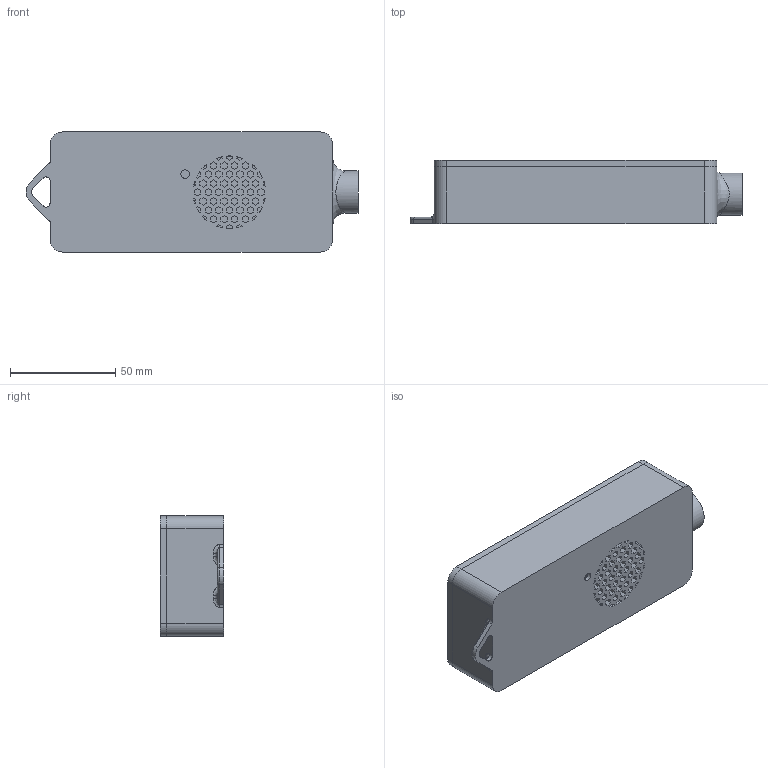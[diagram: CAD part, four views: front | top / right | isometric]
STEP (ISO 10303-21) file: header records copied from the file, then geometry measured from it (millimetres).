
FILE_DESCRIPTION(/* description */ (''),/* implementation_level */ '2;1');
FILE_NAME(/* name */ 'Ultrasonic Case.step',/* time_stamp */ '2024-02-26T15:36:07-06:00',/* author */ (''),/* organization */ (''),/* preprocessor_version */ 'ST-DEVELOPER v20',/* originating_system */ 'Autodesk Translation Framework v12.20.1.177',/* authorisation */ '');
FILE_SCHEMA (('AUTOMOTIVE_DESIGN { 1 0 10303 214 3 1 1 }'));
Length unit declared in the file: millimetre
Products named in the file (3): Ultrasonic Case; Ultrasonic Case_1; Ultrasonic Case Lid
Assembly tree (2 placements, depth 2):
  Ultrasonic Case
    Ultrasonic Case_1
    Ultrasonic Case Lid
Bounding box: 157.49 x 30 x 57 mm (x, y, z)
Volume: 85629.1 mm3; surface area: 55161.2 mm2
Topology: 2 solids, 2 shells, 465 faces, 1377 edges, 909 vertices
Faces by surface type: plane 382, cylinder 42, bspline 36, torus 5
Full cylindrical faces by diameter (mm): 2 x4, 4 x1, 7 x1, 17 x1, 20 x1, 34.5 x1, 36 x1
Entity records: 16346 total; most frequent: CARTESIAN_POINT 3705, ORIENTED_EDGE 2754, DIRECTION 2312, EDGE_CURVE 1377, LINE 1178, VECTOR 1178, VERTEX_POINT 909, EDGE_LOOP 580
